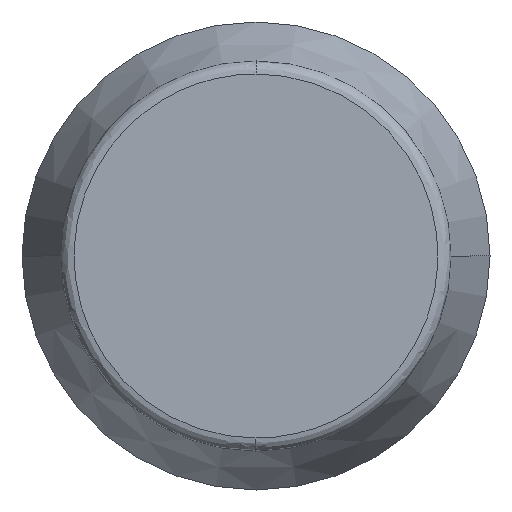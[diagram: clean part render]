
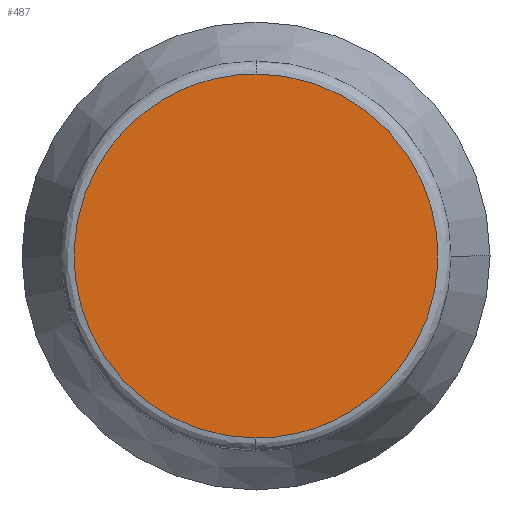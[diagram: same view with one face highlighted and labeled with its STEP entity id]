
A CAD part, front view. The second image highlights one B-rep face of the part: STEP entity #487.
In plain terms, the highlighted planar face has unit normal (0, -1, 0).
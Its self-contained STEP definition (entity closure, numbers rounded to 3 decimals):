
#14 = EDGE_CURVE ( 'NONE', #530, #534, #473, .T. ) ;
#42 = EDGE_CURVE ( 'NONE', #534, #530, #464, .T. ) ;
#62 = AXIS2_PLACEMENT_3D ( 'NONE', #201, #196, #195 ) ;
#113 = CARTESIAN_POINT ( 'NONE',  ( 0., 0., -7. ) ) ;
#116 = CARTESIAN_POINT ( 'NONE',  ( 0., 0., 7. ) ) ;
#195 = DIRECTION ( 'NONE',  ( 0., 0., -1. ) ) ;
#196 = DIRECTION ( 'NONE',  ( 0., -1., 0. ) ) ;
#199 = PLANE ( 'NONE',  #62 ) ;
#201 = CARTESIAN_POINT ( 'NONE',  ( -7.084, 0., 7.084 ) ) ;
#318 = CARTESIAN_POINT ( 'NONE',  ( -14., 0., 7. ) ) ;
#320 = CARTESIAN_POINT ( 'NONE',  ( 0., 0., 7. ) ) ;
#348 = CARTESIAN_POINT ( 'NONE',  ( 0., 0., -7. ) ) ;
#351 = CARTESIAN_POINT ( 'NONE',  ( 0., 0., -7. ) ) ;
#356 = CARTESIAN_POINT ( 'NONE',  ( -14., 0., -7. ) ) ;
#357 = CARTESIAN_POINT ( 'NONE',  ( 0., 0., 7. ) ) ;
#367 = CARTESIAN_POINT ( 'NONE',  ( 14., 0., 7. ) ) ;
#419 = CARTESIAN_POINT ( 'NONE',  ( 14., 0., -7. ) ) ;
#464 =( BOUNDED_CURVE ( )  B_SPLINE_CURVE ( 3, ( #351, #356, #318, #320 ),
 .UNSPECIFIED., .F., .T. ) 
 B_SPLINE_CURVE_WITH_KNOTS ( ( 4, 4 ),
 ( 0., 1. ),
 .UNSPECIFIED. ) 
 CURVE ( )  GEOMETRIC_REPRESENTATION_ITEM ( )  RATIONAL_B_SPLINE_CURVE ( ( 0.957, 0.319, 0.319, 0.957 ) ) 
 REPRESENTATION_ITEM ( '' )  );
#473 =( BOUNDED_CURVE ( )  B_SPLINE_CURVE ( 3, ( #357, #367, #419, #348 ),
 .UNSPECIFIED., .F., .T. ) 
 B_SPLINE_CURVE_WITH_KNOTS ( ( 4, 4 ),
 ( 0., 1. ),
 .UNSPECIFIED. ) 
 CURVE ( )  GEOMETRIC_REPRESENTATION_ITEM ( )  RATIONAL_B_SPLINE_CURVE ( ( 0.957, 0.319, 0.319, 0.957 ) ) 
 REPRESENTATION_ITEM ( '' )  );
#487 = ADVANCED_FACE ( 'NONE', ( #622 ), #199, .T. ) ;
#530 = VERTEX_POINT ( 'NONE', #116 ) ;
#534 = VERTEX_POINT ( 'NONE', #113 ) ;
#567 = ORIENTED_EDGE ( 'NONE', *, *, #14, .F. ) ;
#570 = ORIENTED_EDGE ( 'NONE', *, *, #42, .F. ) ;
#622 = FACE_OUTER_BOUND ( 'NONE', #661, .T. ) ;
#661 = EDGE_LOOP ( 'NONE', ( #567, #570 ) ) ;
